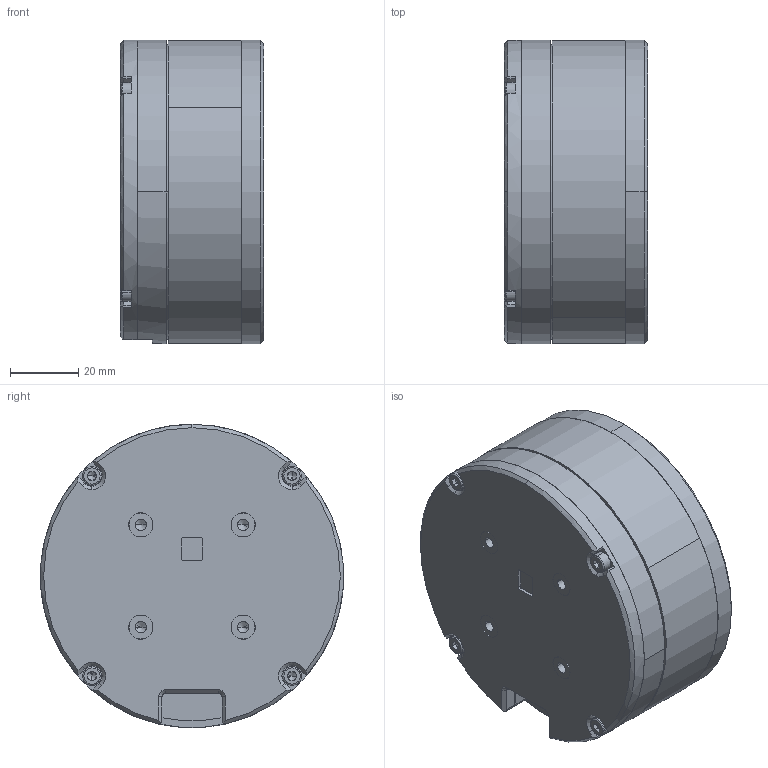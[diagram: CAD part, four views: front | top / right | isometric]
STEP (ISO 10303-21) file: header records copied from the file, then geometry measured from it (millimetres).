
FILE_DESCRIPTION (( 'STEP AP214' ), '1' );
FILE_NAME ('RMD-L-9015.STEP', '2019-11-06T10:59:35', ( '' ), ( '' ), 'SwSTEP 2.0', 'SolidWorks 2012', '' );
FILE_SCHEMA (( 'AUTOMOTIVE_DESIGN' ));
Length unit declared in the file: millimetre
Products named in the file (1): RMD-L-9015
Bounding box: 42 x 89 x 89 mm (x, y, z)
Volume: 76015.3 mm3; surface area: 70188.7 mm2
Topology: 10 solids, 10 shells, 482 faces, 1263 edges, 799 vertices
Faces by surface type: cylinder 240, plane 172, cone 62, torus 8
Entity records: 20733 total; most frequent: CARTESIAN_POINT 2963, DIRECTION 2764, ORIENTED_EDGE 2474, EDGE_CURVE 1237, AXIS2_PLACEMENT_3D 1076, VERTEX_POINT 799, LINE 612, VECTOR 612
